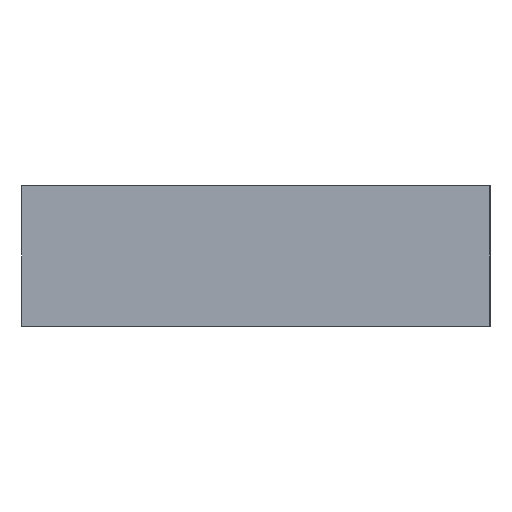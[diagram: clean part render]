
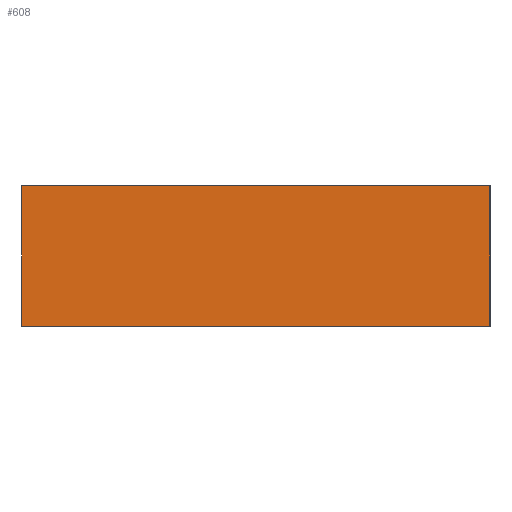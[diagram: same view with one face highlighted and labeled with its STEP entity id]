
A CAD part, left-side view. The second image highlights one B-rep face of the part: STEP entity #608.
In plain terms, the highlighted planar face has unit normal (-1, 0, 0).
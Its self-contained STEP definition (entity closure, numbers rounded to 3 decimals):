
#148 = EDGE_CURVE ( 'NONE', #632, #474, #1183, .T. ) ;
#158 = CARTESIAN_POINT ( 'NONE',  ( 0., 100., -15. ) ) ;
#216 = VECTOR ( 'NONE', #739, 1000. ) ;
#234 = DIRECTION ( 'NONE',  ( 1., 0., 0. ) ) ;
#373 = LINE ( 'NONE', #737, #216 ) ;
#381 = ORIENTED_EDGE ( 'NONE', *, *, #148, .F. ) ;
#386 = CARTESIAN_POINT ( 'NONE',  ( 0., 0., 15. ) ) ;
#404 = LINE ( 'NONE', #889, #1249 ) ;
#419 = PLANE ( 'NONE',  #1147 ) ;
#460 = ORIENTED_EDGE ( 'NONE', *, *, #656, .T. ) ;
#474 = VERTEX_POINT ( 'NONE', #771 ) ;
#544 = EDGE_CURVE ( 'NONE', #634, #892, #404, .T. ) ;
#574 = CARTESIAN_POINT ( 'NONE',  ( 0., 0., 15. ) ) ;
#597 = VECTOR ( 'NONE', #1298, 1000. ) ;
#608 = ADVANCED_FACE ( 'NONE', ( #1051 ), #419, .F. ) ;
#632 = VERTEX_POINT ( 'NONE', #1135 ) ;
#634 = VERTEX_POINT ( 'NONE', #1119 ) ;
#656 = EDGE_CURVE ( 'NONE', #892, #474, #373, .T. ) ;
#692 = DIRECTION ( 'NONE',  ( 0., 0., -1. ) ) ;
#700 = VECTOR ( 'NONE', #692, 1000. ) ;
#737 = CARTESIAN_POINT ( 'NONE',  ( 0., 0., -15. ) ) ;
#739 = DIRECTION ( 'NONE',  ( 0., -1., 0. ) ) ;
#771 = CARTESIAN_POINT ( 'NONE',  ( 0., 0., -15. ) ) ;
#802 = DIRECTION ( 'NONE',  ( 0., 0., -1. ) ) ;
#854 = CARTESIAN_POINT ( 'NONE',  ( 0., 0., 15. ) ) ;
#888 = ORIENTED_EDGE ( 'NONE', *, *, #544, .T. ) ;
#889 = CARTESIAN_POINT ( 'NONE',  ( 0., 100., 15. ) ) ;
#892 = VERTEX_POINT ( 'NONE', #158 ) ;
#951 = DIRECTION ( 'NONE',  ( 0., 0., -1. ) ) ;
#1051 = FACE_OUTER_BOUND ( 'NONE', #1106, .T. ) ;
#1106 = EDGE_LOOP ( 'NONE', ( #460, #381, #1185, #888 ) ) ;
#1119 = CARTESIAN_POINT ( 'NONE',  ( 0., 100., 15. ) ) ;
#1135 = CARTESIAN_POINT ( 'NONE',  ( 0., 0., 15. ) ) ;
#1147 = AXIS2_PLACEMENT_3D ( 'NONE', #854, #234, #951 ) ;
#1183 = LINE ( 'NONE', #386, #700 ) ;
#1185 = ORIENTED_EDGE ( 'NONE', *, *, #1212, .F. ) ;
#1212 = EDGE_CURVE ( 'NONE', #634, #632, #1276, .T. ) ;
#1249 = VECTOR ( 'NONE', #802, 1000. ) ;
#1276 = LINE ( 'NONE', #574, #597 ) ;
#1298 = DIRECTION ( 'NONE',  ( 0., -1., 0. ) ) ;
